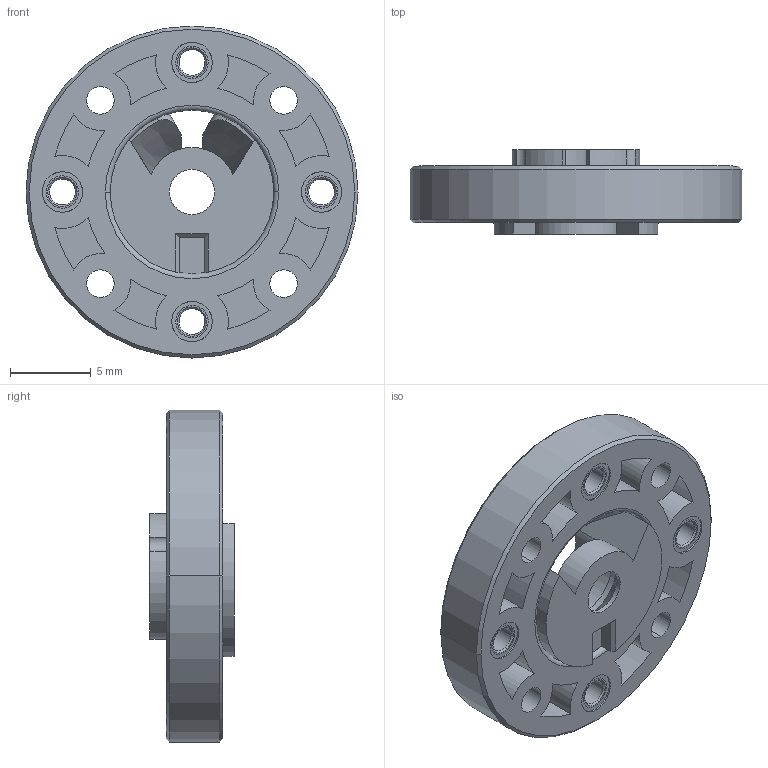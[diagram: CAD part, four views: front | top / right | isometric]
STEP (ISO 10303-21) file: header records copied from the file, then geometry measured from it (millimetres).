
FILE_DESCRIPTION((''),'2;1');
FILE_NAME('DC11_A01_IDLER_SET_ASM','2022-09-14T15:11:04',('dmady'),(''),'CREO PARAMETRIC BY PTC INC, 2020074','CREO PARAMETRIC BY PTC INC, 2020074','');
FILE_SCHEMA(('CONFIG_CONTROL_DESIGN'));
Length unit declared in the file: millimetre
Products named in the file (5): DC11_A01_IDLER; DC11_A01_HORN_INSERT_1; DC11_A01_IDLER_ASM; DC11_A01_IDLER_CAP; DC11_A01_IDLER_SET_ASM
Assembly tree (7 placements, depth 3):
  DC11_A01_IDLER_SET_ASM
    DC11_A01_IDLER_ASM
      DC11_A01_IDLER
      DC11_A01_HORN_INSERT_1  x4
    DC11_A01_IDLER_CAP
Bounding box: 20.5 x 5.2 x 20.5 mm (x, y, z)
Volume: 902.7 mm3; surface area: 1790.3 mm2
Topology: 6 solids, 10 shells, 433 faces, 1172 edges, 772 vertices
Faces by surface type: plane 217, cylinder 185, cone 27, torus 4
Entity records: 6578 total; most frequent: CARTESIAN_POINT 1193, DIRECTION 1185, ORIENTED_EDGE 1056, EDGE_CURVE 530, AXIS2_PLACEMENT_3D 452, VERTEX_POINT 346, VECTOR 281, LINE 281
